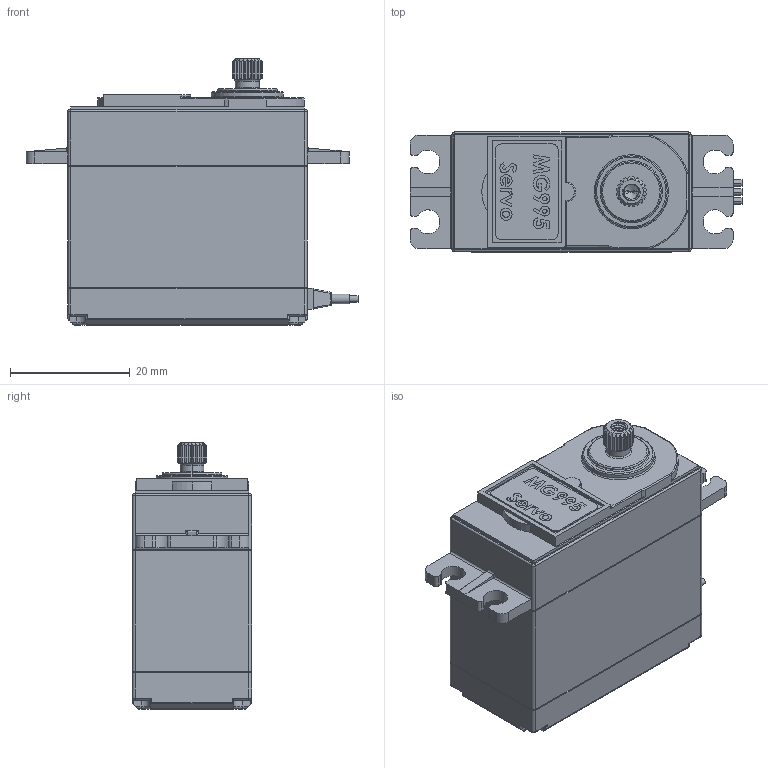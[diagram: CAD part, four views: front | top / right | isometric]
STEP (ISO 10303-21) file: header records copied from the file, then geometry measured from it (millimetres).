
FILE_DESCRIPTION (( 'STEP AP203' ), '1' );
FILE_NAME ('MG995.STEP', '2024-12-02T23:03:23', ( '' ), ( '' ), 'SwSTEP 2.0', 'SolidWorks 2024', '' );
FILE_SCHEMA (( 'CONFIG_CONTROL_DESIGN' ));
Length unit declared in the file: millimetre
Products named in the file (1): MG995
Bounding box: 55.5 x 20 x 44.5 mm (x, y, z)
Volume: 30710.8 mm3; surface area: 7050.4 mm2
Topology: 1 solids, 1 shells, 450 faces, 1251 edges, 826 vertices
Faces by surface type: cylinder 194, plane 177, cone 40, torus 32, bspline 5, sphere 2
Entity records: 18193 total; most frequent: CARTESIAN_POINT 7103, ORIENTED_EDGE 2498, DIRECTION 2118, EDGE_CURVE 1249, VERTEX_POINT 826, AXIS2_PLACEMENT_3D 761, LINE 596, VECTOR 596
